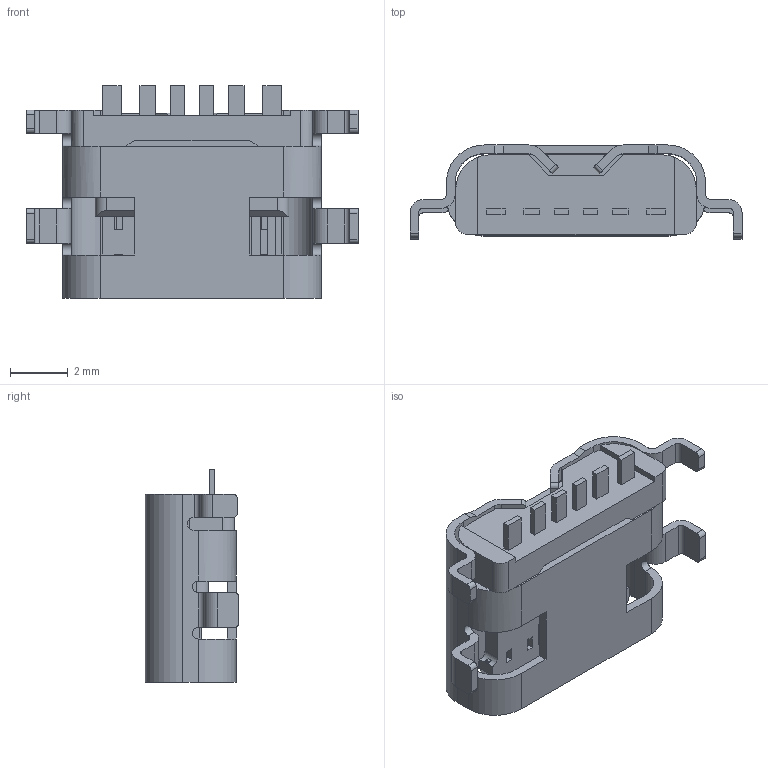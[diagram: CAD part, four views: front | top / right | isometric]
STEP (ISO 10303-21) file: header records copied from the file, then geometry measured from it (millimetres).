
FILE_DESCRIPTION((''),'2;1');
FILE_NAME('10174819C_3D','2024-02-23T14:14:00',('TangTY'),('AFCI'),'CREO PARAMETRIC BY PTC INC, 2021184','CREO PARAMETRIC BY PTC INC, 2021184','');
FILE_SCHEMA(('AUTOMOTIVE_DESIGN { 1 0 10303 214 1 1 1 1 }'));
Length unit declared in the file: millimetre
Products named in the file (1): 10174819C_3D
Bounding box: 11.46 x 3.24 x 7.35 mm (x, y, z)
Volume: 94.6 mm3; surface area: 419.3 mm2
Topology: 1 solids, 1 shells, 409 faces, 1198 edges, 778 vertices
Faces by surface type: plane 306, cylinder 95, cone 8
Entity records: 16816 total; most frequent: CARTESIAN_POINT 2415, ORIENTED_EDGE 2396, DIRECTION 2259, EDGE_CURVE 1198, VECTOR 966, LINE 966, VERTEX_POINT 778, AXIS2_PLACEMENT_3D 645
